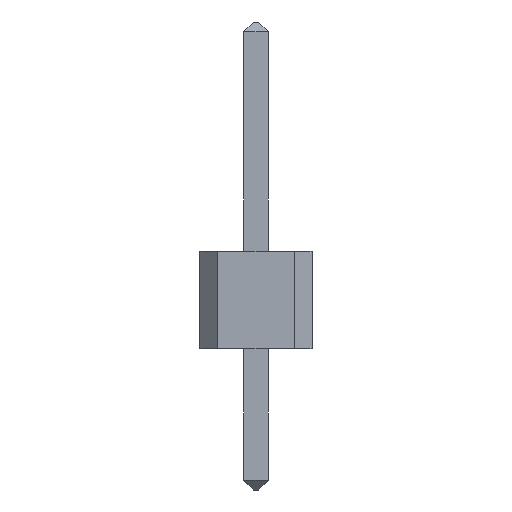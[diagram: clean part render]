
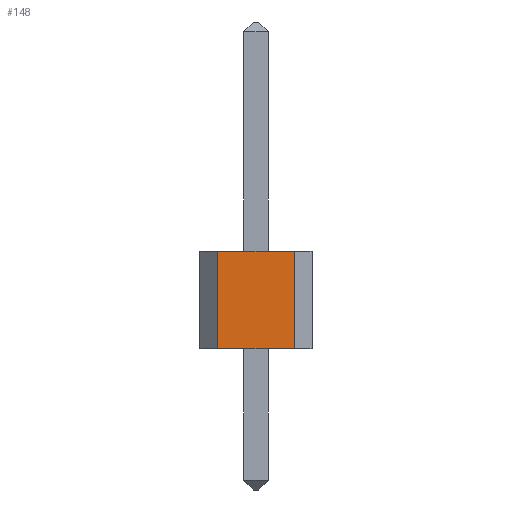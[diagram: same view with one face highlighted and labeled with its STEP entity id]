
A CAD part, left-side view. The second image highlights one B-rep face of the part: STEP entity #148.
In plain terms, the highlighted planar face has unit normal (-1, 0, 0).
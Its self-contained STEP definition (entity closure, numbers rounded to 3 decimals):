
#55 = PLANE('',#56);
#56 = AXIS2_PLACEMENT_3D('',#57,#58,#59);
#57 = CARTESIAN_POINT('',(-2.54,0.,2.573));
#58 = DIRECTION('',(0.,0.,-1.));
#59 = DIRECTION('',(-1.,0.,0.));
#111 = PLANE('',#112);
#112 = AXIS2_PLACEMENT_3D('',#113,#114,#115);
#113 = CARTESIAN_POINT('',(-2.54,0.,0.033));
#114 = DIRECTION('',(0.,0.,-1.));
#115 = DIRECTION('',(-1.,0.,0.));
#148 = ADVANCED_FACE('',(#149),#163,.F.);
#149 = FACE_BOUND('',#150,.T.);
#150 = EDGE_LOOP('',(#151,#181,#209,#232));
#151 = ORIENTED_EDGE('',*,*,#152,.F.);
#152 = EDGE_CURVE('',#153,#155,#157,.T.);
#153 = VERTEX_POINT('',#154);
#154 = CARTESIAN_POINT('',(-3.81,1.,2.573));
#155 = VERTEX_POINT('',#156);
#156 = CARTESIAN_POINT('',(-3.81,-1.,2.573));
#157 = SURFACE_CURVE('',#158,(#162,#174),.PCURVE_S1.);
#158 = LINE('',#159,#160);
#159 = CARTESIAN_POINT('',(-3.81,-1.461,2.573));
#160 = VECTOR('',#161,1.);
#161 = DIRECTION('',(0.,-1.,0.));
#162 = PCURVE('',#163,#168);
#163 = PLANE('',#164);
#164 = AXIS2_PLACEMENT_3D('',#165,#166,#167);
#165 = CARTESIAN_POINT('',(-3.81,-1.461,2.573));
#166 = DIRECTION('',(1.,0.,0.));
#167 = DIRECTION('',(0.,0.,-1.));
#168 = DEFINITIONAL_REPRESENTATION('',(#169),#173);
#169 = LINE('',#170,#171);
#170 = CARTESIAN_POINT('',(0.,0.));
#171 = VECTOR('',#172,1.);
#172 = DIRECTION('',(0.,-1.));
#173 = ( GEOMETRIC_REPRESENTATION_CONTEXT(2) 
PARAMETRIC_REPRESENTATION_CONTEXT() REPRESENTATION_CONTEXT('2D SPACE',''
  ) );
#174 = PCURVE('',#55,#175);
#175 = DEFINITIONAL_REPRESENTATION('',(#176),#180);
#176 = LINE('',#177,#178);
#177 = CARTESIAN_POINT('',(1.27,-1.461));
#178 = VECTOR('',#179,1.);
#179 = DIRECTION('',(0.,-1.));
#180 = ( GEOMETRIC_REPRESENTATION_CONTEXT(2) 
PARAMETRIC_REPRESENTATION_CONTEXT() REPRESENTATION_CONTEXT('2D SPACE',''
  ) );
#181 = ORIENTED_EDGE('',*,*,#182,.T.);
#182 = EDGE_CURVE('',#153,#183,#185,.T.);
#183 = VERTEX_POINT('',#184);
#184 = CARTESIAN_POINT('',(-3.81,1.,0.033));
#185 = SURFACE_CURVE('',#186,(#190,#197),.PCURVE_S1.);
#186 = LINE('',#187,#188);
#187 = CARTESIAN_POINT('',(-3.81,1.,2.573));
#188 = VECTOR('',#189,1.);
#189 = DIRECTION('',(0.,0.,-1.));
#190 = PCURVE('',#163,#191);
#191 = DEFINITIONAL_REPRESENTATION('',(#192),#196);
#192 = LINE('',#193,#194);
#193 = CARTESIAN_POINT('',(0.,2.461));
#194 = VECTOR('',#195,1.);
#195 = DIRECTION('',(1.,0.));
#196 = ( GEOMETRIC_REPRESENTATION_CONTEXT(2) 
PARAMETRIC_REPRESENTATION_CONTEXT() REPRESENTATION_CONTEXT('2D SPACE',''
  ) );
#197 = PCURVE('',#198,#203);
#198 = PLANE('',#199);
#199 = AXIS2_PLACEMENT_3D('',#200,#201,#202);
#200 = CARTESIAN_POINT('',(-3.81,1.,2.573));
#201 = DIRECTION('',(0.707,-0.707,0.));
#202 = DIRECTION('',(0.707,0.707,0.));
#203 = DEFINITIONAL_REPRESENTATION('',(#204),#208);
#204 = LINE('',#205,#206);
#205 = CARTESIAN_POINT('',(0.,0.));
#206 = VECTOR('',#207,1.);
#207 = DIRECTION('',(0.,-1.));
#208 = ( GEOMETRIC_REPRESENTATION_CONTEXT(2) 
PARAMETRIC_REPRESENTATION_CONTEXT() REPRESENTATION_CONTEXT('2D SPACE',''
  ) );
#209 = ORIENTED_EDGE('',*,*,#210,.T.);
#210 = EDGE_CURVE('',#183,#211,#213,.T.);
#211 = VERTEX_POINT('',#212);
#212 = CARTESIAN_POINT('',(-3.81,-1.,0.033));
#213 = SURFACE_CURVE('',#214,(#218,#225),.PCURVE_S1.);
#214 = LINE('',#215,#216);
#215 = CARTESIAN_POINT('',(-3.81,-1.461,0.033));
#216 = VECTOR('',#217,1.);
#217 = DIRECTION('',(0.,-1.,0.));
#218 = PCURVE('',#163,#219);
#219 = DEFINITIONAL_REPRESENTATION('',(#220),#224);
#220 = LINE('',#221,#222);
#221 = CARTESIAN_POINT('',(2.54,0.));
#222 = VECTOR('',#223,1.);
#223 = DIRECTION('',(0.,-1.));
#224 = ( GEOMETRIC_REPRESENTATION_CONTEXT(2) 
PARAMETRIC_REPRESENTATION_CONTEXT() REPRESENTATION_CONTEXT('2D SPACE',''
  ) );
#225 = PCURVE('',#111,#226);
#226 = DEFINITIONAL_REPRESENTATION('',(#227),#231);
#227 = LINE('',#228,#229);
#228 = CARTESIAN_POINT('',(1.27,-1.461));
#229 = VECTOR('',#230,1.);
#230 = DIRECTION('',(0.,-1.));
#231 = ( GEOMETRIC_REPRESENTATION_CONTEXT(2) 
PARAMETRIC_REPRESENTATION_CONTEXT() REPRESENTATION_CONTEXT('2D SPACE',''
  ) );
#232 = ORIENTED_EDGE('',*,*,#233,.F.);
#233 = EDGE_CURVE('',#155,#211,#234,.T.);
#234 = SURFACE_CURVE('',#235,(#239,#246),.PCURVE_S1.);
#235 = LINE('',#236,#237);
#236 = CARTESIAN_POINT('',(-3.81,-1.,2.573));
#237 = VECTOR('',#238,1.);
#238 = DIRECTION('',(0.,0.,-1.));
#239 = PCURVE('',#163,#240);
#240 = DEFINITIONAL_REPRESENTATION('',(#241),#245);
#241 = LINE('',#242,#243);
#242 = CARTESIAN_POINT('',(0.,0.461));
#243 = VECTOR('',#244,1.);
#244 = DIRECTION('',(1.,0.));
#245 = ( GEOMETRIC_REPRESENTATION_CONTEXT(2) 
PARAMETRIC_REPRESENTATION_CONTEXT() REPRESENTATION_CONTEXT('2D SPACE',''
  ) );
#246 = PCURVE('',#247,#252);
#247 = PLANE('',#248);
#248 = AXIS2_PLACEMENT_3D('',#249,#250,#251);
#249 = CARTESIAN_POINT('',(-3.81,-1.,2.573));
#250 = DIRECTION('',(0.707,0.707,0.));
#251 = DIRECTION('',(-0.707,0.707,0.));
#252 = DEFINITIONAL_REPRESENTATION('',(#253),#257);
#253 = LINE('',#254,#255);
#254 = CARTESIAN_POINT('',(0.,0.));
#255 = VECTOR('',#256,1.);
#256 = DIRECTION('',(0.,-1.));
#257 = ( GEOMETRIC_REPRESENTATION_CONTEXT(2) 
PARAMETRIC_REPRESENTATION_CONTEXT() REPRESENTATION_CONTEXT('2D SPACE',''
  ) );
